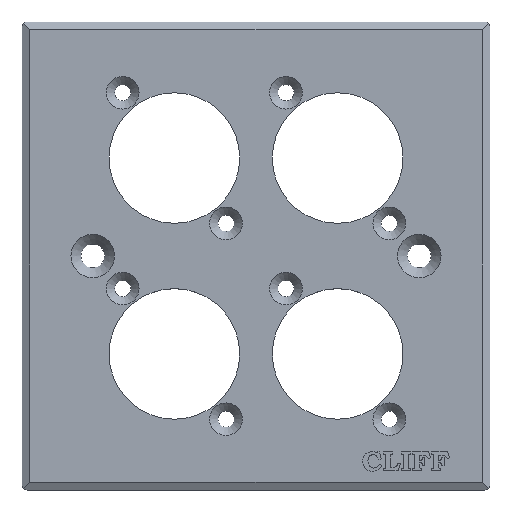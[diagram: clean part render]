
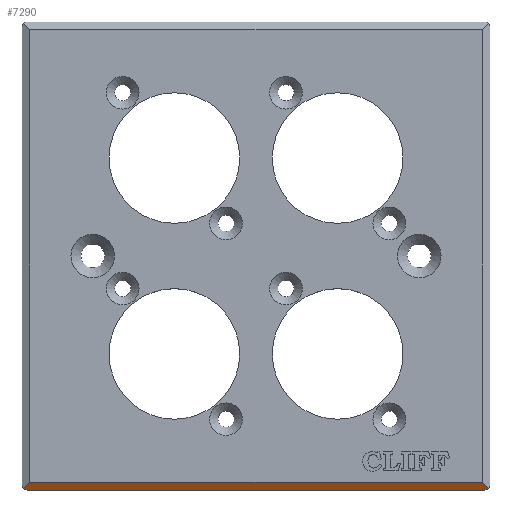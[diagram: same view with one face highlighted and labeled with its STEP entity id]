
A CAD part, top view. The second image highlights one B-rep face of the part: STEP entity #7290.
In plain terms, the highlighted planar face has unit normal (0, -0.5, 0.866).
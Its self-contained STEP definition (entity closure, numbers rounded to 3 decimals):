
#20=ELLIPSE('',#7626,1.155,1.);
#21=ELLIPSE('',#7629,1.155,1.);
#765=FACE_OUTER_BOUND('',#1176,.T.);
#1176=EDGE_LOOP('',(#6305,#6306,#6307,#6308,#6309,#6310));
#1905=LINE('',#12110,#2666);
#1927=LINE('',#12199,#2688);
#1935=LINE('',#12219,#2696);
#1938=LINE('',#12229,#2699);
#2666=VECTOR('',#8868,10.);
#2688=VECTOR('',#8974,10.);
#2696=VECTOR('',#8996,10.);
#2699=VECTOR('',#9009,10.);
#3329=VERTEX_POINT('',#12107);
#3330=VERTEX_POINT('',#12109);
#3355=VERTEX_POINT('',#12197);
#3360=VERTEX_POINT('',#12218);
#3361=VERTEX_POINT('',#12224);
#3362=VERTEX_POINT('',#12228);
#4287=EDGE_CURVE('',#3330,#3329,#1905,.T.);
#4332=EDGE_CURVE('',#3329,#3355,#1927,.T.);
#4342=EDGE_CURVE('',#3330,#3360,#1935,.T.);
#4345=EDGE_CURVE('',#3360,#3361,#20,.T.);
#4347=EDGE_CURVE('',#3362,#3361,#1938,.T.);
#4349=EDGE_CURVE('',#3362,#3355,#21,.T.);
#6305=ORIENTED_EDGE('',*,*,#4345,.F.);
#6306=ORIENTED_EDGE('',*,*,#4342,.F.);
#6307=ORIENTED_EDGE('',*,*,#4287,.T.);
#6308=ORIENTED_EDGE('',*,*,#4332,.T.);
#6309=ORIENTED_EDGE('',*,*,#4349,.F.);
#6310=ORIENTED_EDGE('',*,*,#4347,.T.);
#6576=PLANE('',#7628);
#7290=ADVANCED_FACE('',(#765),#6576,.T.);
#7626=AXIS2_PLACEMENT_3D('',#12225,#9004,#9005);
#7628=AXIS2_PLACEMENT_3D('',#12231,#9011,#9012);
#7629=AXIS2_PLACEMENT_3D('',#12232,#9013,#9014);
#8868=DIRECTION('',(-1.,0.,0.));
#8974=DIRECTION('',(-0.655,-0.655,-0.378));
#8996=DIRECTION('',(0.655,-0.655,-0.378));
#9004=DIRECTION('center_axis',(0.,0.5,
-0.866));
#9005=DIRECTION('ref_axis',(0.,-0.866,-0.5));
#9009=DIRECTION('',(1.,0.,0.));
#9011=DIRECTION('center_axis',(0.,-0.5,
0.866));
#9012=DIRECTION('ref_axis',(1.,0.,0.));
#9013=DIRECTION('center_axis',(0.,0.5,
-0.866));
#9014=DIRECTION('ref_axis',(0.,-0.866,-0.5));
#12107=CARTESIAN_POINT('',(-41.6,-41.6,2.));
#12109=CARTESIAN_POINT('',(41.6,-41.6,2.));
#12110=CARTESIAN_POINT('',(-21.5,-41.6,2.));
#12197=CARTESIAN_POINT('',(-42.707,-42.707,1.361));
#12199=CARTESIAN_POINT('',(-41.6,-41.6,2.));
#12218=CARTESIAN_POINT('',(42.707,-42.707,1.361));
#12219=CARTESIAN_POINT('',(41.6,-41.6,2.));
#12224=CARTESIAN_POINT('',(42.,-43.,1.192));
#12225=CARTESIAN_POINT('Origin',(42.,-42.,1.769));
#12228=CARTESIAN_POINT('',(-42.,-43.,1.192));
#12229=CARTESIAN_POINT('',(-21.5,-43.,1.192));
#12231=CARTESIAN_POINT('Origin',(-21.5,-42.3,1.596));
#12232=CARTESIAN_POINT('Origin',(-42.,-42.,1.769));
